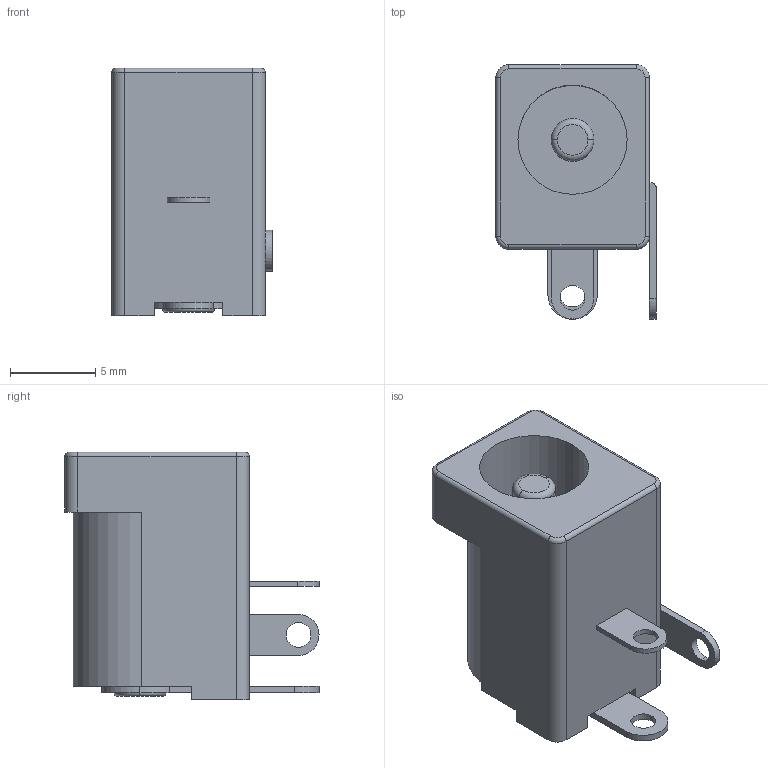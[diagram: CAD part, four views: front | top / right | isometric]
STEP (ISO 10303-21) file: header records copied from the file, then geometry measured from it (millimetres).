
FILE_DESCRIPTION (( 'STEP AP214' ), '1' );
FILE_NAME ('KLDX-0202-B_rD2.STEP', '2012-05-15T22:49:02', ( ' ' ), ( ' ' ), 'SwSTEP 2.0', 'SolidWorks 2007', '' );
FILE_SCHEMA (( 'AUTOMOTIVE_DESIGN' ));
Length unit declared in the file: millimetre
Products named in the file (1): KLDX-0202-B_rD2
Bounding box: 9.4 x 14.9 x 14.5 mm (x, y, z)
Volume: 949.6 mm3; surface area: 1024.4 mm2
Topology: 1 solids, 1 shells, 65 faces, 163 edges, 104 vertices
Faces by surface type: plane 31, cylinder 26, torus 8
Entity records: 2327 total; most frequent: DIRECTION 361, CARTESIAN_POINT 333, ORIENTED_EDGE 326, EDGE_CURVE 163, AXIS2_PLACEMENT_3D 132, VERTEX_POINT 104, VECTOR 97, LINE 97
